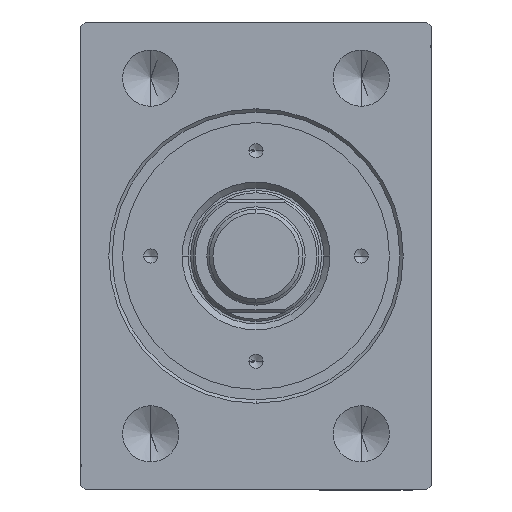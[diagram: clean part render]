
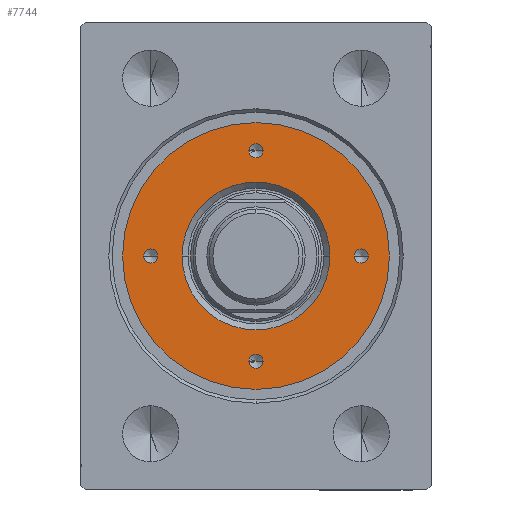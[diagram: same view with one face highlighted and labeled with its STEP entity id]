
A CAD part, left-side view. The second image highlights one B-rep face of the part: STEP entity #7744.
In plain terms, the highlighted face is planar.
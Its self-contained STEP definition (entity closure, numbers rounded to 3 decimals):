
#241 = DIRECTION ( 'NONE',  ( 1., 0., 0. ) ) ;
#359 = AXIS2_PLACEMENT_3D ( 'NONE', #22608, #23512, #9135 ) ;
#453 = EDGE_LOOP ( 'NONE', ( #1239, #4649 ) ) ;
#530 = CIRCLE ( 'NONE', #5526, 1.5 ) ;
#786 = VERTEX_POINT ( 'NONE', #37424 ) ;
#1239 = ORIENTED_EDGE ( 'NONE', *, *, #9413, .F. ) ;
#1415 = ORIENTED_EDGE ( 'NONE', *, *, #37793, .F. ) ;
#1831 = AXIS2_PLACEMENT_3D ( 'NONE', #16477, #19176, #15814 ) ;
#2123 = CIRCLE ( 'NONE', #10040, 15.8 ) ;
#2424 = AXIS2_PLACEMENT_3D ( 'NONE', #24483, #41813, #11230 ) ;
#2766 = EDGE_CURVE ( 'NONE', #33311, #13028, #14573, .T. ) ;
#2940 = DIRECTION ( 'NONE',  ( 0., 0., 1. ) ) ;
#3099 = AXIS2_PLACEMENT_3D ( 'NONE', #27053, #34468, #40777 ) ;
#3973 = CIRCLE ( 'NONE', #1831, 1.5 ) ;
#4158 = ORIENTED_EDGE ( 'NONE', *, *, #10737, .T. ) ;
#4261 = DIRECTION ( 'NONE',  ( 0., 0., 1. ) ) ;
#4350 = EDGE_LOOP ( 'NONE', ( #23850, #44407 ) ) ;
#4649 = ORIENTED_EDGE ( 'NONE', *, *, #15628, .F. ) ;
#5210 = CARTESIAN_POINT ( 'NONE',  ( 0., 0., 10. ) ) ;
#5477 = DIRECTION ( 'NONE',  ( 0., 0., -1. ) ) ;
#5518 = VERTEX_POINT ( 'NONE', #41354 ) ;
#5526 = AXIS2_PLACEMENT_3D ( 'NONE', #15178, #25731, #18755 ) ;
#6154 = DIRECTION ( 'NONE',  ( 1., 0., 0. ) ) ;
#7182 = EDGE_CURVE ( 'NONE', #13028, #33311, #16116, .T. ) ;
#7419 = CIRCLE ( 'NONE', #2424, 1.5 ) ;
#7744 = ADVANCED_FACE ( 'NONE', ( #13188, #29559, #29788, #9816, #9358, #32735 ), #23051, .T. ) ;
#8131 = VERTEX_POINT ( 'NONE', #15716 ) ;
#9135 = DIRECTION ( 'NONE',  ( 1., 0., 0. ) ) ;
#9358 = FACE_BOUND ( 'NONE', #23772, .T. ) ;
#9413 = EDGE_CURVE ( 'NONE', #17607, #23742, #23370, .T. ) ;
#9474 = DIRECTION ( 'NONE',  ( 1., 0., 0. ) ) ;
#9816 = FACE_BOUND ( 'NONE', #4350, .T. ) ;
#10040 = AXIS2_PLACEMENT_3D ( 'NONE', #32909, #5477, #6154 ) ;
#10737 = EDGE_CURVE ( 'NONE', #20182, #786, #25534, .T. ) ;
#11173 = VERTEX_POINT ( 'NONE', #29218 ) ;
#11230 = DIRECTION ( 'NONE',  ( 1., 0., 0. ) ) ;
#11474 = AXIS2_PLACEMENT_3D ( 'NONE', #35294, #4261, #241 ) ;
#11749 = DIRECTION ( 'NONE',  ( 1., 0., 0. ) ) ;
#13028 = VERTEX_POINT ( 'NONE', #41657 ) ;
#13188 = FACE_BOUND ( 'NONE', #34625, .T. ) ;
#13454 = DIRECTION ( 'NONE',  ( 1., 0., 0. ) ) ;
#13474 = CARTESIAN_POINT ( 'NONE',  ( -28.5, 0., 10. ) ) ;
#14463 = ORIENTED_EDGE ( 'NONE', *, *, #14991, .F. ) ;
#14573 = CIRCLE ( 'NONE', #3099, 1.5 ) ;
#14991 = EDGE_CURVE ( 'NONE', #11173, #22051, #3973, .T. ) ;
#15178 = CARTESIAN_POINT ( 'NONE',  ( 22.5, 0., 10. ) ) ;
#15628 = EDGE_CURVE ( 'NONE', #23742, #17607, #530, .T. ) ;
#15716 = CARTESIAN_POINT ( 'NONE',  ( 28.5, 0., 10. ) ) ;
#15814 = DIRECTION ( 'NONE',  ( 1., 0., 0. ) ) ;
#16116 = CIRCLE ( 'NONE', #33350, 1.5 ) ;
#16477 = CARTESIAN_POINT ( 'NONE',  ( -22.5, 0., 10. ) ) ;
#17607 = VERTEX_POINT ( 'NONE', #23038 ) ;
#18755 = DIRECTION ( 'NONE',  ( 1., 0., 0. ) ) ;
#19138 = DIRECTION ( 'NONE',  ( 1., 0., 0. ) ) ;
#19176 = DIRECTION ( 'NONE',  ( 0., 0., 1. ) ) ;
#19493 = DIRECTION ( 'NONE',  ( 1., 0., 0. ) ) ;
#20182 = VERTEX_POINT ( 'NONE', #29498 ) ;
#20933 = EDGE_CURVE ( 'NONE', #786, #20182, #2123, .T. ) ;
#21130 = DIRECTION ( 'NONE',  ( 0., 0., 1. ) ) ;
#22051 = VERTEX_POINT ( 'NONE', #32872 ) ;
#22608 = CARTESIAN_POINT ( 'NONE',  ( 0., 0., 10. ) ) ;
#23038 = CARTESIAN_POINT ( 'NONE',  ( 24., 0., 10. ) ) ;
#23051 = PLANE ( 'NONE',  #359 ) ;
#23121 = CARTESIAN_POINT ( 'NONE',  ( -1.5, -22.5, 10. ) ) ;
#23154 = VERTEX_POINT ( 'NONE', #29210 ) ;
#23370 = CIRCLE ( 'NONE', #36274, 1.5 ) ;
#23417 = CARTESIAN_POINT ( 'NONE',  ( 21., 0., 10. ) ) ;
#23512 = DIRECTION ( 'NONE',  ( 0., 0., 1. ) ) ;
#23742 = VERTEX_POINT ( 'NONE', #23417 ) ;
#23772 = EDGE_LOOP ( 'NONE', ( #24829, #4158 ) ) ;
#23850 = ORIENTED_EDGE ( 'NONE', *, *, #7182, .F. ) ;
#24483 = CARTESIAN_POINT ( 'NONE',  ( 0., 22.5, 10. ) ) ;
#24829 = ORIENTED_EDGE ( 'NONE', *, *, #20933, .T. ) ;
#25090 = CIRCLE ( 'NONE', #38043, 1.5 ) ;
#25534 = CIRCLE ( 'NONE', #39189, 15.8 ) ;
#25731 = DIRECTION ( 'NONE',  ( 0., 0., 1. ) ) ;
#26317 = CARTESIAN_POINT ( 'NONE',  ( 0., -22.5, 10. ) ) ;
#27053 = CARTESIAN_POINT ( 'NONE',  ( 0., -22.5, 10. ) ) ;
#29210 = CARTESIAN_POINT ( 'NONE',  ( -1.5, 22.5, 10. ) ) ;
#29218 = CARTESIAN_POINT ( 'NONE',  ( -21., 0., 10. ) ) ;
#29498 = CARTESIAN_POINT ( 'NONE',  ( -15.8, 0., 10. ) ) ;
#29559 = FACE_BOUND ( 'NONE', #43139, .T. ) ;
#29574 = AXIS2_PLACEMENT_3D ( 'NONE', #5210, #35357, #19138 ) ;
#29788 = FACE_BOUND ( 'NONE', #453, .T. ) ;
#30198 = EDGE_LOOP ( 'NONE', ( #43048, #41814 ) ) ;
#30372 = ORIENTED_EDGE ( 'NONE', *, *, #43980, .F. ) ;
#30515 = CARTESIAN_POINT ( 'NONE',  ( -22.5, 0., 10. ) ) ;
#31350 = DIRECTION ( 'NONE',  ( 0., 0., 1. ) ) ;
#32735 = FACE_OUTER_BOUND ( 'NONE', #30198, .T. ) ;
#32771 = DIRECTION ( 'NONE',  ( 0., 0., -1. ) ) ;
#32872 = CARTESIAN_POINT ( 'NONE',  ( -24., 0., 10. ) ) ;
#32909 = CARTESIAN_POINT ( 'NONE',  ( 0., 0., 10. ) ) ;
#33131 = EDGE_CURVE ( 'NONE', #40880, #8131, #37349, .T. ) ;
#33135 = AXIS2_PLACEMENT_3D ( 'NONE', #30515, #36838, #13454 ) ;
#33311 = VERTEX_POINT ( 'NONE', #23121 ) ;
#33350 = AXIS2_PLACEMENT_3D ( 'NONE', #26317, #2940, #9474 ) ;
#33666 = EDGE_CURVE ( 'NONE', #5518, #23154, #25090, .T. ) ;
#33847 = CIRCLE ( 'NONE', #33135, 1.5 ) ;
#34468 = DIRECTION ( 'NONE',  ( 0., 0., 1. ) ) ;
#34625 = EDGE_LOOP ( 'NONE', ( #14463, #1415 ) ) ;
#34747 = CARTESIAN_POINT ( 'NONE',  ( 0., 22.5, 10. ) ) ;
#35082 = CARTESIAN_POINT ( 'NONE',  ( 22.5, 0., 10. ) ) ;
#35294 = CARTESIAN_POINT ( 'NONE',  ( 0., 0., 10. ) ) ;
#35302 = DIRECTION ( 'NONE',  ( 1., 0., 0. ) ) ;
#35357 = DIRECTION ( 'NONE',  ( 0., 0., 1. ) ) ;
#36274 = AXIS2_PLACEMENT_3D ( 'NONE', #35082, #21130, #35302 ) ;
#36838 = DIRECTION ( 'NONE',  ( 0., 0., 1. ) ) ;
#37349 = CIRCLE ( 'NONE', #11474, 28.5 ) ;
#37424 = CARTESIAN_POINT ( 'NONE',  ( 15.8, 0., 10. ) ) ;
#37793 = EDGE_CURVE ( 'NONE', #22051, #11173, #33847, .T. ) ;
#38043 = AXIS2_PLACEMENT_3D ( 'NONE', #34747, #31350, #11749 ) ;
#39189 = AXIS2_PLACEMENT_3D ( 'NONE', #39295, #32771, #19493 ) ;
#39295 = CARTESIAN_POINT ( 'NONE',  ( 0., 0., 10. ) ) ;
#39433 = ORIENTED_EDGE ( 'NONE', *, *, #33666, .F. ) ;
#40386 = EDGE_CURVE ( 'NONE', #8131, #40880, #42519, .T. ) ;
#40777 = DIRECTION ( 'NONE',  ( 1., 0., 0. ) ) ;
#40880 = VERTEX_POINT ( 'NONE', #13474 ) ;
#41354 = CARTESIAN_POINT ( 'NONE',  ( 1.5, 22.5, 10. ) ) ;
#41657 = CARTESIAN_POINT ( 'NONE',  ( 1.5, -22.5, 10. ) ) ;
#41813 = DIRECTION ( 'NONE',  ( 0., 0., 1. ) ) ;
#41814 = ORIENTED_EDGE ( 'NONE', *, *, #40386, .T. ) ;
#42519 = CIRCLE ( 'NONE', #29574, 28.5 ) ;
#43048 = ORIENTED_EDGE ( 'NONE', *, *, #33131, .T. ) ;
#43139 = EDGE_LOOP ( 'NONE', ( #39433, #30372 ) ) ;
#43980 = EDGE_CURVE ( 'NONE', #23154, #5518, #7419, .T. ) ;
#44407 = ORIENTED_EDGE ( 'NONE', *, *, #2766, .F. ) ;
